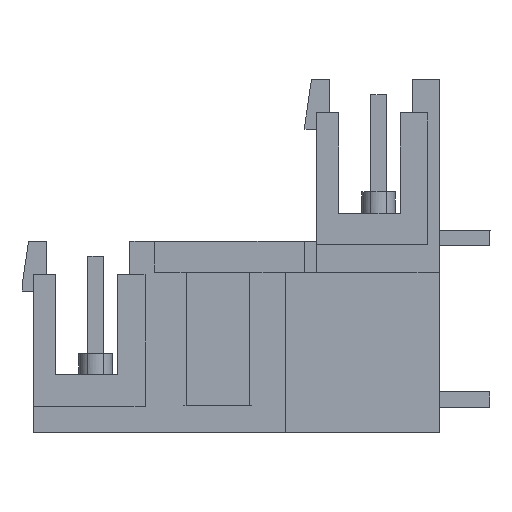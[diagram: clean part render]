
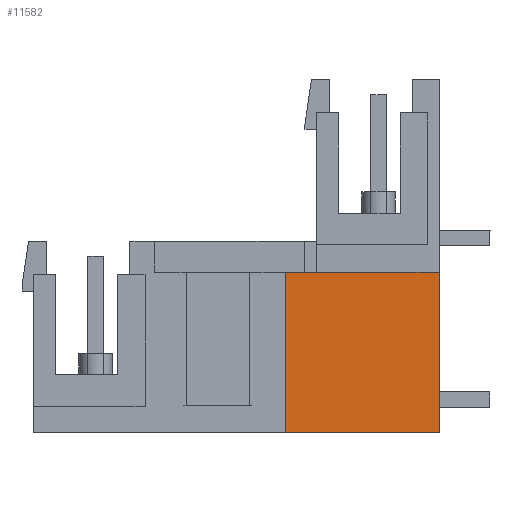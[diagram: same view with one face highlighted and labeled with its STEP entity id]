
A CAD part, left-side view. The second image highlights one B-rep face of the part: STEP entity #11582.
In plain terms, the highlighted planar face has unit normal (-1, 0, 0).
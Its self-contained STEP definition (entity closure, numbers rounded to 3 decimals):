
#11562=AXIS2_PLACEMENT_3D('Plane Axis2P3D',#11559,#11560,#11561) ;
#4540=CARTESIAN_POINT('Vertex',(2.52,3.2,10.06)) ;
#4543=CARTESIAN_POINT('Line Origine',(2.52,3.2,5.03)) ;
#4547=CARTESIAN_POINT('Vertex',(2.52,3.2,0.)) ;
#11537=CARTESIAN_POINT('Line Origine',(2.52,8.025,0.)) ;
#11541=CARTESIAN_POINT('Vertex',(2.52,12.85,0.)) ;
#11559=CARTESIAN_POINT('Axis2P3D Location',(2.52,3.2,10.06)) ;
#11564=CARTESIAN_POINT('Line Origine',(2.52,8.025,10.06)) ;
#11568=CARTESIAN_POINT('Vertex',(2.52,12.85,10.06)) ;
#11571=CARTESIAN_POINT('Line Origine',(2.52,12.85,5.03)) ;
#4544=DIRECTION('Vector Direction',(0.,0.,-1.)) ;
#11538=DIRECTION('Vector Direction',(0.,1.,0.)) ;
#11560=DIRECTION('Axis2P3D Direction',(-1.,0.,0.)) ;
#11561=DIRECTION('Axis2P3D XDirection',(0.,1.,0.)) ;
#11565=DIRECTION('Vector Direction',(0.,1.,0.)) ;
#11572=DIRECTION('Vector Direction',(0.,0.,-1.)) ;
#4545=VECTOR('Line Direction',#4544,1.) ;
#11539=VECTOR('Line Direction',#11538,1.) ;
#11566=VECTOR('Line Direction',#11565,1.) ;
#11573=VECTOR('Line Direction',#11572,1.) ;
#11577=ORIENTED_EDGE('',*,*,#4549,.F.) ;
#11578=ORIENTED_EDGE('',*,*,#11570,.T.) ;
#11579=ORIENTED_EDGE('',*,*,#11575,.T.) ;
#11580=ORIENTED_EDGE('',*,*,#11543,.F.) ;
#11582=ADVANCED_FACE('HOUSING',(#11581),#11563,.T.) ;
#4549=EDGE_CURVE('',#4541,#4548,#4546,.T.) ;
#11543=EDGE_CURVE('',#4548,#11542,#11540,.T.) ;
#11570=EDGE_CURVE('',#4541,#11569,#11567,.T.) ;
#11575=EDGE_CURVE('',#11569,#11542,#11574,.T.) ;
#11576=EDGE_LOOP('',(#11577,#11578,#11579,#11580)) ;
#11581=FACE_OUTER_BOUND('',#11576,.T.) ;
#4546=LINE('Line',#4543,#4545) ;
#11540=LINE('Line',#11537,#11539) ;
#11567=LINE('Line',#11564,#11566) ;
#11574=LINE('Line',#11571,#11573) ;
#11563=PLANE('',#11562) ;
#4541=VERTEX_POINT('',#4540) ;
#4548=VERTEX_POINT('',#4547) ;
#11542=VERTEX_POINT('',#11541) ;
#11569=VERTEX_POINT('',#11568) ;
